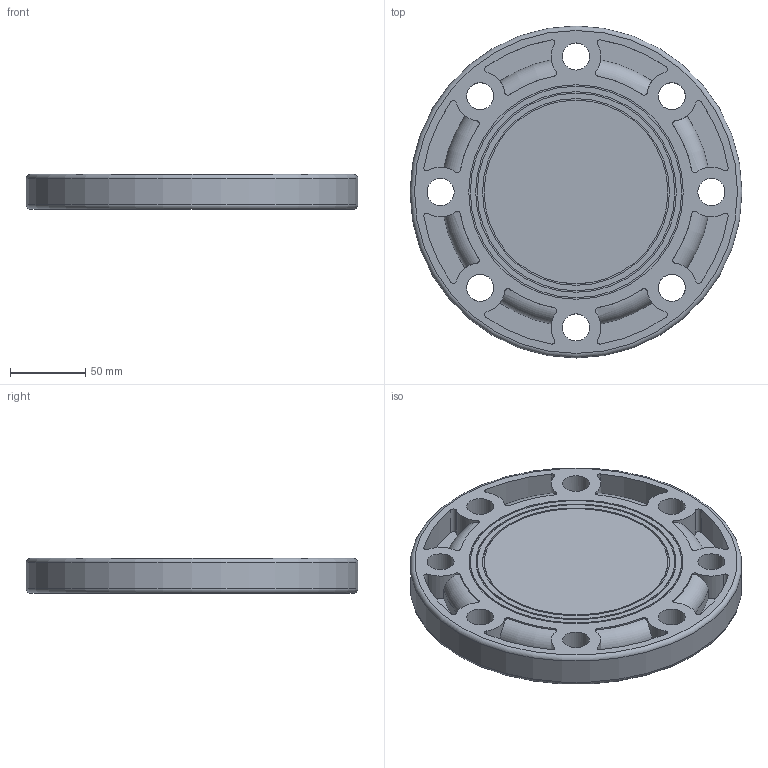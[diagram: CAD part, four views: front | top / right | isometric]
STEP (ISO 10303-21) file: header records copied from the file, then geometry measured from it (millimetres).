
FILE_DESCRIPTION(/* description */ (''),/* implementation_level */ '2;1');
FILE_NAME(/* name */ 'A911011PGQL.stp',/* time_stamp */ '2024-12-19T09:58:46+08:00',/* author */ (''),/* organization */ (''),/* preprocessor_version */ 'ST-DEVELOPER v16',/* originating_system */ 'SIEMENS PLM Software NX 10.0',/* authorisation */ '');
FILE_SCHEMA (('AUTOMOTIVE_DESIGN { 1 0 10303 214 3 1 1 1 }'));
Length unit declared in the file: millimetre
Products named in the file (1): gelv0FB88CDEpsgd
Bounding box: 220.6 x 220.6 x 23.45 mm (x, y, z)
Volume: 525954.9 mm3; surface area: 128607.4 mm2
Topology: 1 solids, 1 shells, 325 faces, 836 edges, 560 vertices
Faces by surface type: plane 178, cylinder 109, extrusion 28, torus 10
Full cylindrical faces by diameter (mm): 4.667 x1, 6.222 x1, 18 x8, 122.1 x1, 124.1 x1, 131.3 x1, 133.3 x1, 140.5 x1, 142.5 x1, 220.6 x1
Entity records: 14630 total; most frequent: CARTESIAN_POINT 7188, ORIENTED_EDGE 1614, DIRECTION 1331, EDGE_CURVE 807, VERTEX_POINT 550, AXIS2_PLACEMENT_3D 526, EDGE_LOOP 407, B_SPLINE_CURVE_WITH_KNOTS 356
